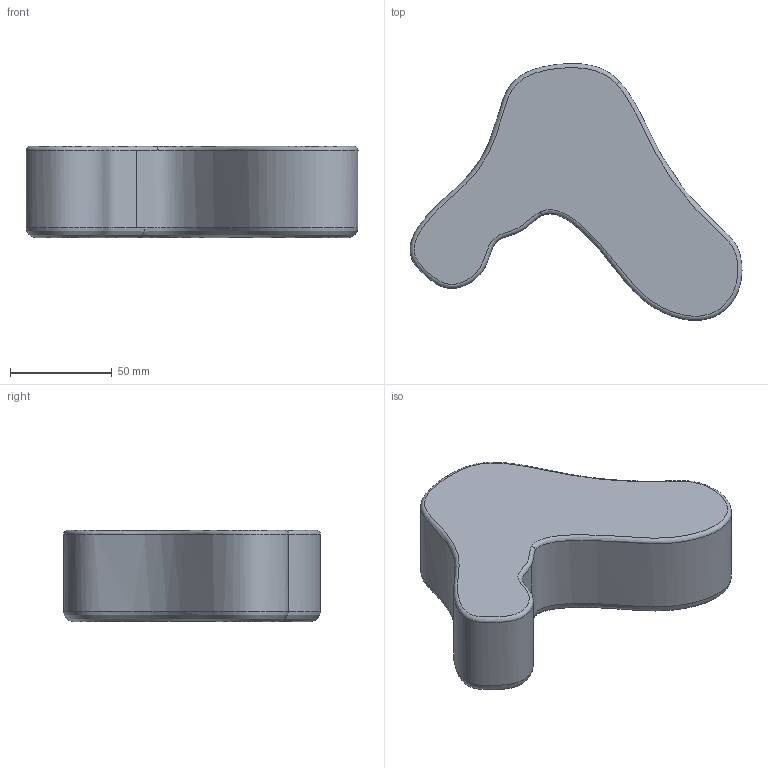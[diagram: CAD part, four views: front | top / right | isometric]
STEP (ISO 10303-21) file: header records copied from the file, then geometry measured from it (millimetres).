
FILE_DESCRIPTION(/* description */ (''),/* implementation_level */ '2;1');
FILE_NAME(/* name */ 'TEST4_~1',/* time_stamp */ '2022-05-27T13:40:48+02:00',/* author */ (''),/* organization */ (''),/* preprocessor_version */ 'ST-DEVELOPER v16.5',/* originating_system */ '',/* authorisation */ '');
FILE_SCHEMA (('AUTOMOTIVE_DESIGN_CC2'));
Length unit declared in the file: millimetre
Products named in the file (1): Document
Bounding box: 163.54 x 126.54 x 45 mm (x, y, z)
Volume: 471601.9 mm3; surface area: 41785.2 mm2
Topology: 1 solids, 1 shells, 8 faces, 21 edges, 18 vertices
Faces by surface type: bspline 8
Entity records: 6256 total; most frequent: CARTESIAN_POINT 5964, B_SPLINE_CURVE_WITH_KNOTS 53, ORIENTED_EDGE 36, PCURVE 36, DEFINITIONAL_REPRESENTATION 36, SURFACE_CURVE 18, EDGE_CURVE 18, VERTEX_POINT 12
